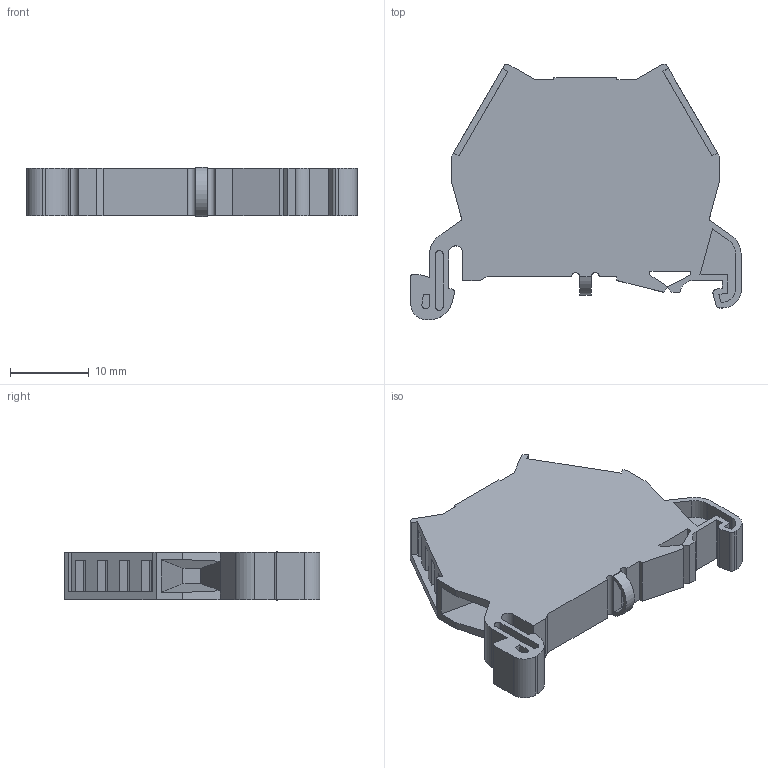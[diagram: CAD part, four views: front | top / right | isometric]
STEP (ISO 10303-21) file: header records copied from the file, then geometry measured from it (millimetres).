
FILE_DESCRIPTION (( 'STEP AP203' ), '1' );
FILE_NAME ('DN-THERM1.STEP', '2023-04-20T17:50:20', ( '' ), ( '' ), 'SwSTEP 2.0', 'SolidWorks 2021', '' );
FILE_SCHEMA (( 'CONFIG_CONTROL_DESIGN' ));
Length unit declared in the file: millimetre
Products named in the file (1): DN-THERM1
Bounding box: 42 x 32.5 x 6.25 mm (x, y, z)
Volume: 4603.7 mm3; surface area: 3444.2 mm2
Topology: 1 solids, 1 shells, 170 faces, 485 edges, 322 vertices
Faces by surface type: plane 141, cylinder 29
Entity records: 5560 total; most frequent: CARTESIAN_POINT 978, ORIENTED_EDGE 970, DIRECTION 885, EDGE_CURVE 485, LINE 427, VECTOR 427, VERTEX_POINT 322, AXIS2_PLACEMENT_3D 229
